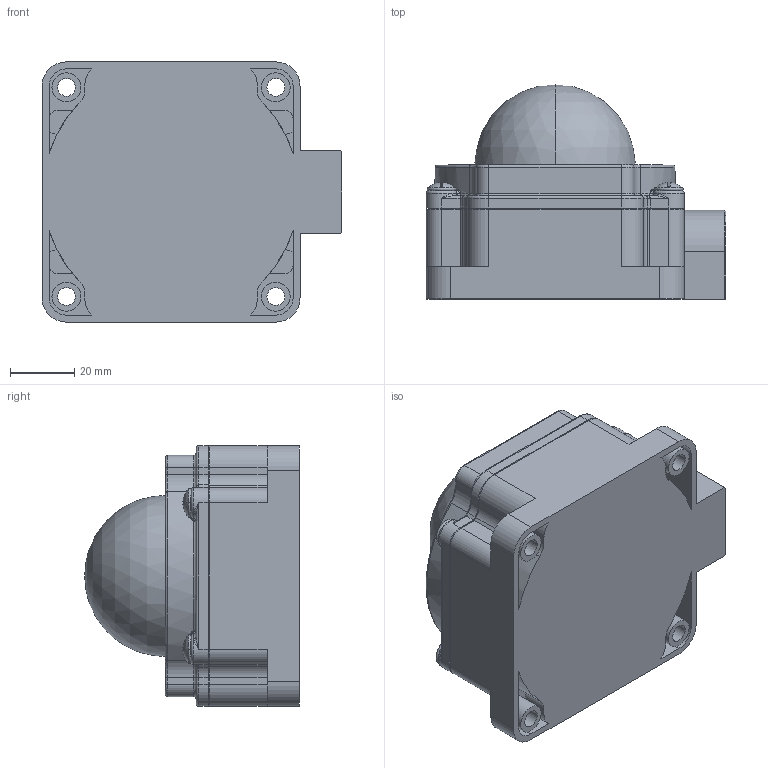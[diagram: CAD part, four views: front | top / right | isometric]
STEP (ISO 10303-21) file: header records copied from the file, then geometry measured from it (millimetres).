
FILE_DESCRIPTION((''),'2;1');
FILE_NAME('144879_SM01_ASM','2025-07-01T11:42:16',('banengservice'),('BANNER ENGINEERING'),'CREO PARAMETRIC BY PTC INC, 2022414','CREO PARAMETRIC BY PTC INC, 2022414','');
FILE_SCHEMA(('CONFIG_CONTROL_DESIGN'));
Length unit declared in the file: millimetre
Products named in the file (2): 144879_EP01; 144879_SM01_ASM
Assembly tree (1 placements, depth 2):
  144879_SM01_ASM
    144879_EP01
Bounding box: 93.14 x 66.65 x 80.85 mm (x, y, z)
Volume: 267762.1 mm3; surface area: 36696.3 mm2
Topology: 1 solids, 1 shells, 406 faces, 1041 edges, 653 vertices
Faces by surface type: cylinder 152, plane 143, torus 68, bspline 22, sphere 18, cone 3
Entity records: 16010 total; most frequent: CARTESIAN_POINT 5827, DIRECTION 2271, ORIENTED_EDGE 2078, EDGE_CURVE 1039, AXIS2_PLACEMENT_3D 907, VERTEX_POINT 653, CIRCLE 520, VECTOR 457
